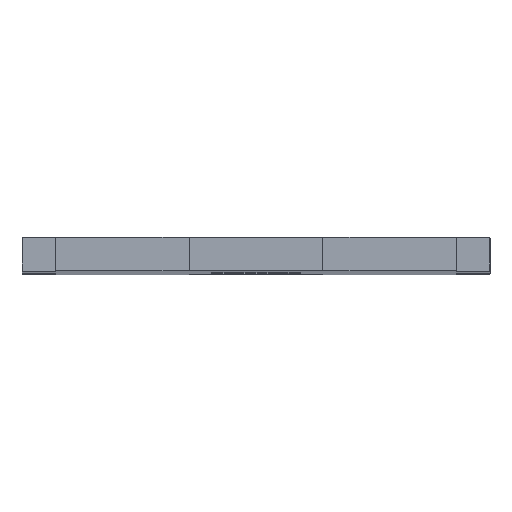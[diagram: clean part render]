
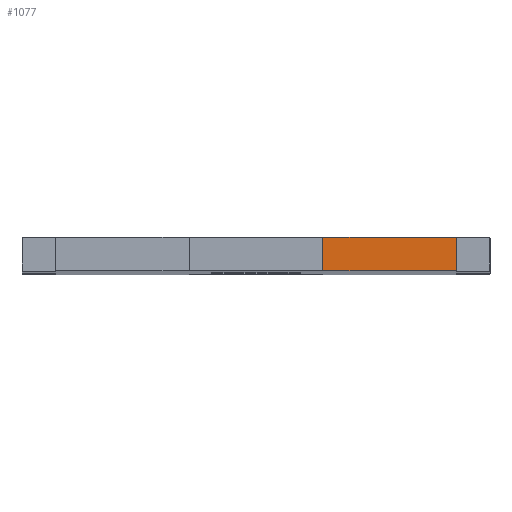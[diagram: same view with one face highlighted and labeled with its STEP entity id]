
A CAD part, top view. The second image highlights one B-rep face of the part: STEP entity #1077.
In plain terms, the highlighted planar face has unit normal (0, 0, 1).
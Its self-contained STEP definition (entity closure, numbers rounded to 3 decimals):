
#31=PLANE('',#1141);
#85=FACE_OUTER_BOUND('',#139,.T.);
#139=EDGE_LOOP('',(#809,#810,#811,#812));
#221=LINE('',#1552,#369);
#222=LINE('',#1555,#370);
#223=LINE('',#1557,#371);
#224=LINE('',#1558,#372);
#369=VECTOR('',#1269,3.);
#370=VECTOR('',#1272,12.);
#371=VECTOR('',#1273,12.);
#372=VECTOR('',#1274,3.);
#517=VERTEX_POINT('',#1548);
#518=VERTEX_POINT('',#1550);
#519=VERTEX_POINT('',#1554);
#520=VERTEX_POINT('',#1556);
#637=EDGE_CURVE('',#517,#518,#221,.T.);
#638=EDGE_CURVE('',#519,#517,#222,.T.);
#639=EDGE_CURVE('',#520,#518,#223,.T.);
#640=EDGE_CURVE('',#519,#520,#224,.T.);
#809=ORIENTED_EDGE('',*,*,#638,.T.);
#810=ORIENTED_EDGE('',*,*,#637,.T.);
#811=ORIENTED_EDGE('',*,*,#639,.F.);
#812=ORIENTED_EDGE('',*,*,#640,.F.);
#1077=ADVANCED_FACE('',(#85),#31,.T.);
#1141=AXIS2_PLACEMENT_3D('',#1553,#1270,#1271);
#1269=DIRECTION('',(0.,1.,0.));
#1270=DIRECTION('center_axis',(0.,0.,1.));
#1271=DIRECTION('ref_axis',(1.,0.,0.));
#1272=DIRECTION('',(1.,0.,0.));
#1273=DIRECTION('',(1.,0.,0.));
#1274=DIRECTION('',(0.,1.,0.));
#1548=CARTESIAN_POINT('',(-3.,0.,0.));
#1550=CARTESIAN_POINT('',(-3.,3.,0.));
#1552=CARTESIAN_POINT('',(-3.,0.,0.));
#1553=CARTESIAN_POINT('Origin',(-15.,0.,0.));
#1554=CARTESIAN_POINT('',(-15.,0.,0.));
#1555=CARTESIAN_POINT('',(-15.,0.,0.));
#1556=CARTESIAN_POINT('',(-15.,3.,0.));
#1557=CARTESIAN_POINT('',(-15.,3.,0.));
#1558=CARTESIAN_POINT('',(-15.,0.,0.));
